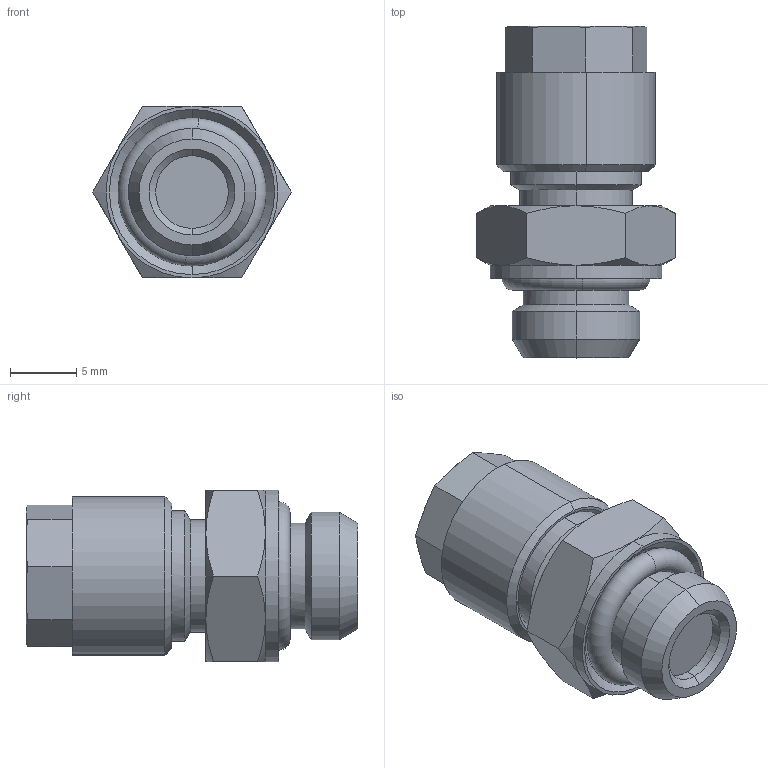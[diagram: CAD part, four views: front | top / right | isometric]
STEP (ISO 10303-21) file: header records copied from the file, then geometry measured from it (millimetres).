
FILE_DESCRIPTION (( 'STEP AP214' ), '1' );
FILE_NAME ('0102000003.step', '2012-09-28T13:17:59', ( '' ), ( '' ), 'SwSTEP 2.0', 'SolidWorks 2012', '' );
FILE_SCHEMA (( 'AUTOMOTIVE_DESIGN' ));
Length unit declared in the file: millimetre
Products named in the file (1): 0102000003
Bounding box: 15.01 x 25.1 x 13 mm (x, y, z)
Volume: 2420 mm3; surface area: 1465 mm2
Topology: 1 solids, 1 shells, 82 faces, 178 edges, 105 vertices
Faces by surface type: cone 35, plane 23, cylinder 16, torus 8
Entity records: 2687 total; most frequent: CARTESIAN_POINT 550, DIRECTION 389, ORIENTED_EDGE 356, EDGE_CURVE 178, AXIS2_PLACEMENT_3D 168, VERTEX_POINT 105, EDGE_LOOP 89, CIRCLE 85
